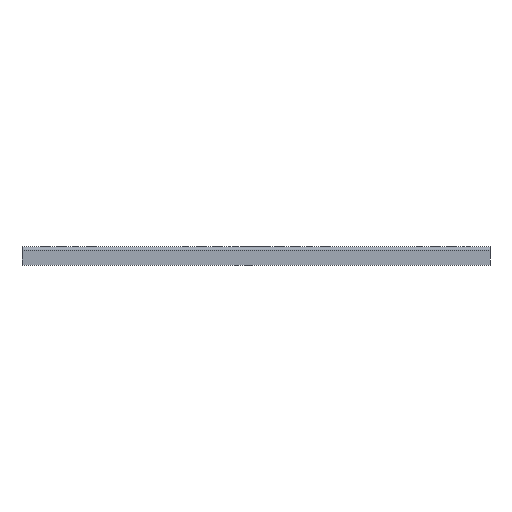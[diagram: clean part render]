
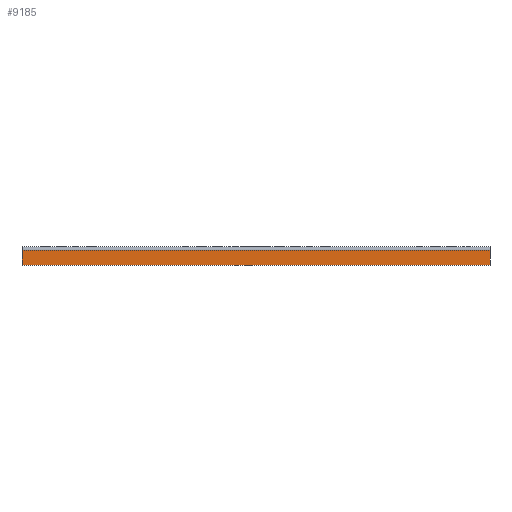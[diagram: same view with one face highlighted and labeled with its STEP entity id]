
A CAD part, front view. The second image highlights one B-rep face of the part: STEP entity #9185.
In plain terms, the highlighted planar face has unit normal (0, -1, 0).
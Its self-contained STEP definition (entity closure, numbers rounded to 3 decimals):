
#2476=DIRECTION('',(1.,0.,0.));
#2477=VECTOR('',#2476,500.);
#2478=CARTESIAN_POINT('',(-250.,-82.75,-1.5));
#2479=LINE('',#2478,#2477);
#2518=DIRECTION('',(0.,0.,1.));
#2519=VECTOR('',#2518,16.);
#2520=CARTESIAN_POINT('',(-250.,-82.75,-17.5));
#2521=LINE('',#2520,#2519);
#2522=DIRECTION('',(-1.,0.,0.));
#2523=VECTOR('',#2522,500.);
#2524=CARTESIAN_POINT('',(250.,-82.75,-17.5));
#2525=LINE('',#2524,#2523);
#2526=DIRECTION('',(0.,0.,1.));
#2527=VECTOR('',#2526,16.);
#2528=CARTESIAN_POINT('',(250.,-82.75,-17.5));
#2529=LINE('',#2528,#2527);
#7597=CARTESIAN_POINT('',(-250.,-82.75,-1.5));
#7598=VERTEX_POINT('',#7597);
#7601=CARTESIAN_POINT('',(250.,-82.75,-17.5));
#7603=VERTEX_POINT('',#7601);
#7605=CARTESIAN_POINT('',(250.,-82.75,-1.5));
#7606=VERTEX_POINT('',#7605);
#7609=CARTESIAN_POINT('',(-250.,-82.75,-17.5));
#7610=VERTEX_POINT('',#7609);
#9174=CARTESIAN_POINT('',(250.,-82.75,0.));
#9175=DIRECTION('',(0.,1.,0.));
#9176=DIRECTION('',(0.,0.,1.));
#9177=AXIS2_PLACEMENT_3D('',#9174,#9175,#9176);
#9178=PLANE('',#9177);
#9179=ORIENTED_EDGE('',*,*,#9155,.T.);
#9180=ORIENTED_EDGE('',*,*,#9166,.T.);
#9181=ORIENTED_EDGE('',*,*,#9099,.T.);
#9182=ORIENTED_EDGE('',*,*,#9127,.F.);
#9183=EDGE_LOOP('',(#9179,#9180,#9181,#9182));
#9184=FACE_OUTER_BOUND('',#9183,.F.);
#9185=ADVANCED_FACE('',(#9184),#9178,.F.);
#9099=EDGE_CURVE('',#7598,#7606,#2479,.T.);
#9127=EDGE_CURVE('',#7603,#7606,#2529,.T.);
#9155=EDGE_CURVE('',#7603,#7610,#2525,.T.);
#9166=EDGE_CURVE('',#7610,#7598,#2521,.T.);
